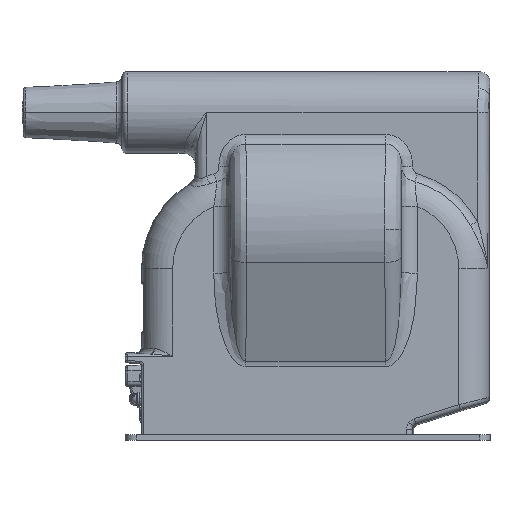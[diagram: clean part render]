
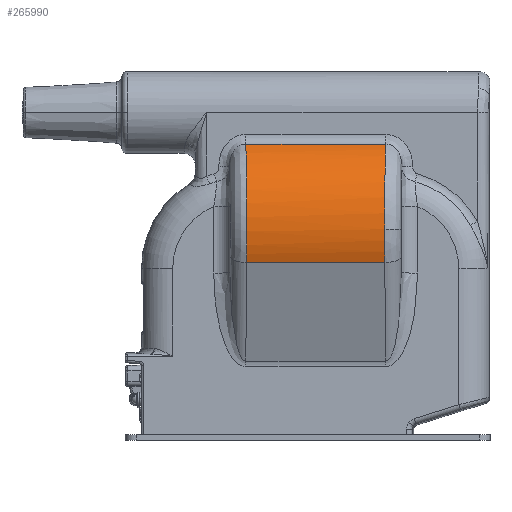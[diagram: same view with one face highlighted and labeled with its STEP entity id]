
A CAD part, top view. The second image highlights one B-rep face of the part: STEP entity #265990.
In plain terms, the highlighted cylindrical face has radius 89 mm (diameter 178 mm), a partial arc.
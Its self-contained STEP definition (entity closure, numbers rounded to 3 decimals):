
#17631 = CARTESIAN_POINT ( 'NONE',  ( 112.869, 92.456, 53.902 ) ) ;
#17658 = CARTESIAN_POINT ( 'NONE',  ( 112.231, 76.444, 83.181 ) ) ;
#17670 = CARTESIAN_POINT ( 'NONE',  ( 111.861, 14.369, 100.2 ) ) ;
#17715 = CARTESIAN_POINT ( 'NONE',  ( 111.861, 47.74, 100.2 ) ) ;
#19071 = CARTESIAN_POINT ( 'NONE',  ( 111.977, -16.026, 94.849 ) ) ;
#19104 = CARTESIAN_POINT ( 'NONE',  ( 111.861, 3.977, 100.2 ) ) ;
#19186 = CARTESIAN_POINT ( 'NONE',  ( 111.9, -6.258, 98.398 ) ) ;
#19190 = CARTESIAN_POINT ( 'NONE',  ( 111.861, 14.369, 100.2 ) ) ;
#19235 = DIRECTION ( 'NONE',  ( -1., 0., 0. ) ) ;
#19299 = CARTESIAN_POINT ( 'NONE',  ( -31.196, 92.456, 53.902 ) ) ;
#19476 = DIRECTION ( 'NONE',  ( -1., 0., 0. ) ) ;
#19508 = CARTESIAN_POINT ( 'NONE',  ( 128.804, -16.026, 94.849 ) ) ;
#20010 = CARTESIAN_POINT ( 'NONE',  ( -15.262, 92.456, 53.902 ) ) ;
#20027 = CARTESIAN_POINT ( 'NONE',  ( -14.37, -16.026, 94.849 ) ) ;
#20031 = CARTESIAN_POINT ( 'NONE',  ( -14.028, 27.265, 110.579 ) ) ;
#20084 = CARTESIAN_POINT ( 'NONE',  ( -14.382, 70.356, 94.314 ) ) ;
#54795 =( BOUNDED_CURVE ( )  B_SPLINE_CURVE ( 3, ( #17670, #17715, #17658, #17631 ),
 .UNSPECIFIED., .F., .T. ) 
 B_SPLINE_CURVE_WITH_KNOTS ( ( 4, 4 ),
 ( 0., 1.07 ),
 .UNSPECIFIED. ) 
 CURVE ( )  GEOMETRIC_REPRESENTATION_ITEM ( )  RATIONAL_B_SPLINE_CURVE ( ( 1., 0.907, 0.907, 1. ) ) 
 REPRESENTATION_ITEM ( '' )  );
#54798 =( BOUNDED_CURVE ( )  B_SPLINE_CURVE ( 3, ( #20010, #20084, #20031, #20027 ),
 .UNSPECIFIED., .F., .F. ) 
 B_SPLINE_CURVE_WITH_KNOTS ( ( 4, 4 ),
 ( 2.071, 3.49 ),
 .UNSPECIFIED. ) 
 CURVE ( )  GEOMETRIC_REPRESENTATION_ITEM ( )  RATIONAL_B_SPLINE_CURVE ( ( 1., 0.839, 0.839, 1. ) ) 
 REPRESENTATION_ITEM ( '' )  );
#54883 =( BOUNDED_CURVE ( )  B_SPLINE_CURVE ( 3, ( #19071, #19186, #19104, #19190 ),
 .UNSPECIFIED., .F., .T. ) 
 B_SPLINE_CURVE_WITH_KNOTS ( ( 4, 4 ),
 ( 5.935, 6.283 ),
 .UNSPECIFIED. ) 
 CURVE ( )  GEOMETRIC_REPRESENTATION_ITEM ( )  RATIONAL_B_SPLINE_CURVE ( ( 1., 0.99, 0.99, 1. ) ) 
 REPRESENTATION_ITEM ( '' )  );
#75411 = EDGE_CURVE ( 'NONE', #181349, #179969, #54795, .T. ) ;
#75975 = EDGE_CURVE ( 'NONE', #180166, #181349, #54883, .T. ) ;
#76006 = EDGE_CURVE ( 'NONE', #179969, #180170, #148072, .T. ) ;
#76094 = EDGE_CURVE ( 'NONE', #180166, #180147, #148252, .T. ) ;
#76269 = EDGE_CURVE ( 'NONE', #180170, #180147, #54798, .T. ) ;
#114813 = EDGE_LOOP ( 'NONE', ( #204341, #204036, #204409, #204180, #204162 ) ) ;
#148072 = LINE ( 'NONE', #19299, #148085 ) ;
#148085 = VECTOR ( 'NONE', #19235, 1000. ) ;
#148233 = VECTOR ( 'NONE', #19476, 1000. ) ;
#148252 = LINE ( 'NONE', #19508, #148233 ) ;
#170698 = AXIS2_PLACEMENT_3D ( 'NONE', #235041, #235068, #235029 ) ;
#179969 = VERTEX_POINT ( 'NONE', #328860 ) ;
#180147 = VERTEX_POINT ( 'NONE', #329150 ) ;
#180166 = VERTEX_POINT ( 'NONE', #329075 ) ;
#180170 = VERTEX_POINT ( 'NONE', #329085 ) ;
#181349 = VERTEX_POINT ( 'NONE', #331919 ) ;
#204036 = ORIENTED_EDGE ( 'NONE', *, *, #75411, .T. ) ;
#204162 = ORIENTED_EDGE ( 'NONE', *, *, #76094, .F. ) ;
#204180 = ORIENTED_EDGE ( 'NONE', *, *, #76269, .T. ) ;
#204341 = ORIENTED_EDGE ( 'NONE', *, *, #75975, .T. ) ;
#204409 = ORIENTED_EDGE ( 'NONE', *, *, #76006, .T. ) ;
#217736 = CYLINDRICAL_SURFACE ( 'NONE', #170698, 89. ) ;
#217754 = FACE_OUTER_BOUND ( 'NONE', #114813, .T. ) ;
#235029 = DIRECTION ( 'NONE',  ( 0., -1., 0. ) ) ;
#235041 = CARTESIAN_POINT ( 'NONE',  ( -31.196, 14.369, 11.2 ) ) ;
#235068 = DIRECTION ( 'NONE',  ( -1., 0., 0. ) ) ;
#265990 = ADVANCED_FACE ( 'NONE', ( #217754 ), #217736, .T. ) ;
#328860 = CARTESIAN_POINT ( 'NONE',  ( 112.869, 92.456, 53.902 ) ) ;
#329075 = CARTESIAN_POINT ( 'NONE',  ( 111.977, -16.026, 94.849 ) ) ;
#329085 = CARTESIAN_POINT ( 'NONE',  ( -15.262, 92.456, 53.902 ) ) ;
#329150 = CARTESIAN_POINT ( 'NONE',  ( -14.37, -16.026, 94.849 ) ) ;
#331919 = CARTESIAN_POINT ( 'NONE',  ( 111.861, 14.369, 100.2 ) ) ;
